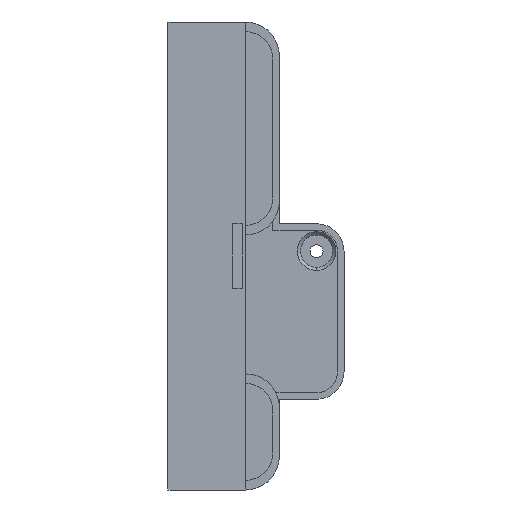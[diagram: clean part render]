
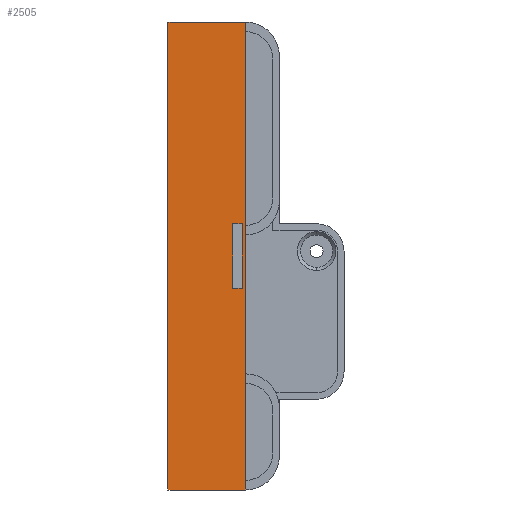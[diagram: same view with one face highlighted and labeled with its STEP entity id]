
A CAD part, left-side view. The second image highlights one B-rep face of the part: STEP entity #2505.
In plain terms, the highlighted planar face has unit normal (-1, 0, 0).
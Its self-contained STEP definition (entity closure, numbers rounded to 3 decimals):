
#101 = VECTOR ( 'NONE', #3312, 1000. ) ;
#149 = VERTEX_POINT ( 'NONE', #7190 ) ;
#329 = DIRECTION ( 'NONE',  ( 0., 1., 0. ) ) ;
#358 = CARTESIAN_POINT ( 'NONE',  ( 0., 0.5, -41.25 ) ) ;
#359 = VECTOR ( 'NONE', #6120, 1000. ) ;
#394 = FACE_BOUND ( 'NONE', #1294, .T. ) ;
#411 = CARTESIAN_POINT ( 'NONE',  ( 0., 0.5, -31.25 ) ) ;
#420 = CARTESIAN_POINT ( 'NONE',  ( 0., 0., 0. ) ) ;
#811 = VECTOR ( 'NONE', #329, 1000. ) ;
#836 = DIRECTION ( 'NONE',  ( 0., -1., 0. ) ) ;
#897 = ORIENTED_EDGE ( 'NONE', *, *, #4255, .T. ) ;
#1115 = CARTESIAN_POINT ( 'NONE',  ( 0., 2., -41.25 ) ) ;
#1119 = CARTESIAN_POINT ( 'NONE',  ( 0., 2., -31.25 ) ) ;
#1294 = EDGE_LOOP ( 'NONE', ( #4030, #8897, #5851, #5193 ) ) ;
#1405 = LINE ( 'NONE', #6299, #5885 ) ;
#1576 = VERTEX_POINT ( 'NONE', #5324 ) ;
#1666 = ORIENTED_EDGE ( 'NONE', *, *, #5947, .F. ) ;
#1833 = VERTEX_POINT ( 'NONE', #6421 ) ;
#1978 = CARTESIAN_POINT ( 'NONE',  ( 0., 12., 0. ) ) ;
#2414 = EDGE_CURVE ( 'NONE', #4307, #6408, #1405, .T. ) ;
#2505 = ADVANCED_FACE ( 'NONE', ( #394, #2748 ), #3429, .F. ) ;
#2748 = FACE_OUTER_BOUND ( 'NONE', #5509, .T. ) ;
#2772 = VECTOR ( 'NONE', #7681, 1000. ) ;
#3040 = VECTOR ( 'NONE', #6911, 1000. ) ;
#3110 = LINE ( 'NONE', #7120, #4450 ) ;
#3143 = DIRECTION ( 'NONE',  ( 0., 0., -1. ) ) ;
#3312 = DIRECTION ( 'NONE',  ( 0., -1., 0. ) ) ;
#3429 = PLANE ( 'NONE',  #4469 ) ;
#3657 = CARTESIAN_POINT ( 'NONE',  ( 0., 12., 0. ) ) ;
#3962 = CARTESIAN_POINT ( 'NONE',  ( 0., 0.5, -31.25 ) ) ;
#4030 = ORIENTED_EDGE ( 'NONE', *, *, #9033, .T. ) ;
#4046 = EDGE_CURVE ( 'NONE', #4068, #1576, #4379, .T. ) ;
#4068 = VERTEX_POINT ( 'NONE', #358 ) ;
#4171 = CARTESIAN_POINT ( 'NONE',  ( 0., 2., -31.25 ) ) ;
#4255 = EDGE_CURVE ( 'NONE', #8664, #1833, #7830, .T. ) ;
#4307 = VERTEX_POINT ( 'NONE', #4171 ) ;
#4379 = LINE ( 'NONE', #1115, #811 ) ;
#4450 = VECTOR ( 'NONE', #836, 1000. ) ;
#4469 = AXIS2_PLACEMENT_3D ( 'NONE', #7043, #8409, #6269 ) ;
#4664 = CARTESIAN_POINT ( 'NONE',  ( 0., 0., -72.5 ) ) ;
#4929 = DIRECTION ( 'NONE',  ( 0., -1., 0. ) ) ;
#5124 = LINE ( 'NONE', #1978, #101 ) ;
#5193 = ORIENTED_EDGE ( 'NONE', *, *, #4046, .T. ) ;
#5324 = CARTESIAN_POINT ( 'NONE',  ( 0., 2., -41.25 ) ) ;
#5509 = EDGE_LOOP ( 'NONE', ( #897, #7554, #1666, #9173 ) ) ;
#5752 = LINE ( 'NONE', #3962, #8076 ) ;
#5851 = ORIENTED_EDGE ( 'NONE', *, *, #8242, .T. ) ;
#5885 = VECTOR ( 'NONE', #4929, 1000. ) ;
#5898 = EDGE_CURVE ( 'NONE', #6720, #1833, #5124, .T. ) ;
#5947 = EDGE_CURVE ( 'NONE', #149, #6720, #6129, .T. ) ;
#6069 = LINE ( 'NONE', #1119, #359 ) ;
#6120 = DIRECTION ( 'NONE',  ( 0., 0., 1. ) ) ;
#6129 = LINE ( 'NONE', #6243, #2772 ) ;
#6148 = EDGE_CURVE ( 'NONE', #149, #8664, #3110, .T. ) ;
#6243 = CARTESIAN_POINT ( 'NONE',  ( 0., 12., 0. ) ) ;
#6269 = DIRECTION ( 'NONE',  ( 0., 0., -1. ) ) ;
#6299 = CARTESIAN_POINT ( 'NONE',  ( 0., 2., -31.25 ) ) ;
#6408 = VERTEX_POINT ( 'NONE', #411 ) ;
#6421 = CARTESIAN_POINT ( 'NONE',  ( 0., 0., 0. ) ) ;
#6720 = VERTEX_POINT ( 'NONE', #3657 ) ;
#6911 = DIRECTION ( 'NONE',  ( 0., 0., 1. ) ) ;
#7043 = CARTESIAN_POINT ( 'NONE',  ( 0., 12., 0. ) ) ;
#7120 = CARTESIAN_POINT ( 'NONE',  ( 0., 12., -72.5 ) ) ;
#7190 = CARTESIAN_POINT ( 'NONE',  ( 0., 12., -72.5 ) ) ;
#7554 = ORIENTED_EDGE ( 'NONE', *, *, #5898, .F. ) ;
#7681 = DIRECTION ( 'NONE',  ( 0., 0., 1. ) ) ;
#7830 = LINE ( 'NONE', #420, #3040 ) ;
#8076 = VECTOR ( 'NONE', #3143, 1000. ) ;
#8242 = EDGE_CURVE ( 'NONE', #6408, #4068, #5752, .T. ) ;
#8409 = DIRECTION ( 'NONE',  ( 1., 0., 0. ) ) ;
#8664 = VERTEX_POINT ( 'NONE', #4664 ) ;
#8897 = ORIENTED_EDGE ( 'NONE', *, *, #2414, .T. ) ;
#9033 = EDGE_CURVE ( 'NONE', #1576, #4307, #6069, .T. ) ;
#9173 = ORIENTED_EDGE ( 'NONE', *, *, #6148, .T. ) ;
